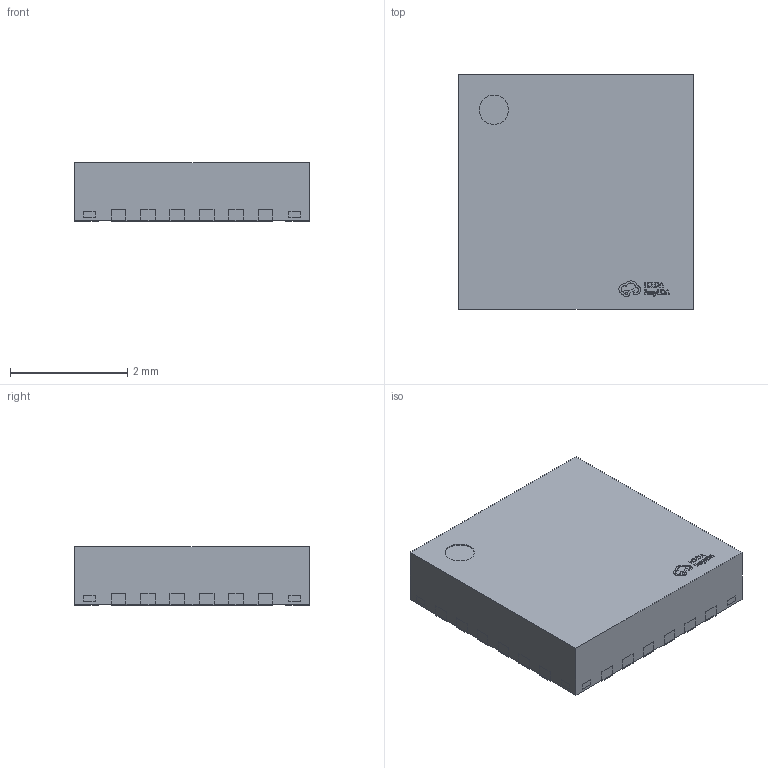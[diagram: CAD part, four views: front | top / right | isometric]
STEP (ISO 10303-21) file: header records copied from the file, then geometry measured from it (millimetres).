
FILE_DESCRIPTION (( 'STEP AP214' ), '1' );
FILE_NAME ('VQFN-24_L4.0-W4.0-H1.0-P0.50-BL-EP2.5.step', '2022-07-15T04:10:35', ( '' ), ( '' ), 'SwSTEP 2.0', 'SolidWorks 2020', '' );
FILE_SCHEMA (( 'AUTOMOTIVE_DESIGN' ));
Length unit declared in the file: millimetre
Products named in the file (1): VQFN-24_L4.0-W4.0-H1.0-P0.50-BL-EP2.5
Bounding box: 4 x 4 x 1 mm (x, y, z)
Surface area: 79.4 mm2
Topology: 63 solids, 63 shells, 842 faces, 2132 edges, 1432 vertices
Faces by surface type: plane 584, cylinder 146, bspline 112
Entity records: 35667 total; most frequent: CARTESIAN_POINT 6511, ORIENTED_EDGE 4264, DIRECTION 3658, EDGE_CURVE 2132, LINE 1612, VECTOR 1612, VERTEX_POINT 1432, AXIS2_PLACEMENT_3D 1023
